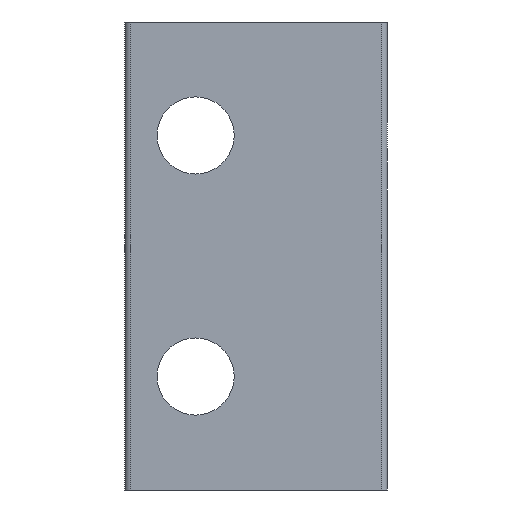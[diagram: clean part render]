
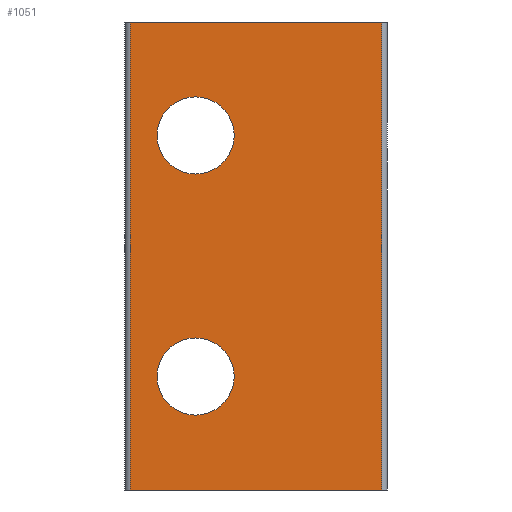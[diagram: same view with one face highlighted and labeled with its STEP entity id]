
A CAD part, front view. The second image highlights one B-rep face of the part: STEP entity #1051.
In plain terms, the highlighted planar face has unit normal (0, -1, 0).
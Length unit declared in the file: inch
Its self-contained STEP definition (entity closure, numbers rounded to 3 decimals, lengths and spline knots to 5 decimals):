
#80=FACE_BOUND('',#315,.T.);
#81=FACE_BOUND('',#316,.T.);
#214=FACE_OUTER_BOUND('',#314,.T.);
#314=EDGE_LOOP('',(#902,#903,#904,#905));
#315=EDGE_LOOP('',(#906));
#316=EDGE_LOOP('',(#907));
#364=CIRCLE('',#1129,0.17);
#375=CIRCLE('',#1151,0.17);
#416=LINE('',#2116,#460);
#423=LINE('',#2137,#467);
#428=LINE('',#2150,#472);
#429=LINE('',#2153,#473);
#460=VECTOR('',#1405,0.3937);
#467=VECTOR('',#1426,0.3937);
#472=VECTOR('',#1439,0.3937);
#473=VECTOR('',#1444,0.3937);
#526=VERTEX_POINT('',#1867);
#539=VERTEX_POINT('',#1988);
#555=VERTEX_POINT('',#2113);
#556=VERTEX_POINT('',#2115);
#563=VERTEX_POINT('',#2135);
#567=VERTEX_POINT('',#2149);
#632=EDGE_CURVE('',#526,#526,#364,.T.);
#651=EDGE_CURVE('',#539,#539,#375,.T.);
#672=EDGE_CURVE('',#556,#555,#416,.T.);
#683=EDGE_CURVE('',#563,#555,#423,.T.);
#689=EDGE_CURVE('',#556,#567,#428,.T.);
#691=EDGE_CURVE('',#567,#563,#429,.T.);
#902=ORIENTED_EDGE('',*,*,#683,.F.);
#903=ORIENTED_EDGE('',*,*,#691,.F.);
#904=ORIENTED_EDGE('',*,*,#689,.F.);
#905=ORIENTED_EDGE('',*,*,#672,.T.);
#906=ORIENTED_EDGE('',*,*,#632,.T.);
#907=ORIENTED_EDGE('',*,*,#651,.T.);
#990=PLANE('',#1187);
#1051=ADVANCED_FACE('',(#214,#80,#81),#990,.T.);
#1129=AXIS2_PLACEMENT_3D('',#1868,#1307,#1308);
#1151=AXIS2_PLACEMENT_3D('',#1989,#1354,#1355);
#1187=AXIS2_PLACEMENT_3D('',#2152,#1442,#1443);
#1307=DIRECTION('center_axis',(0.,1.,0.));
#1308=DIRECTION('ref_axis',(-1.,0.,0.));
#1354=DIRECTION('center_axis',(0.,1.,0.));
#1355=DIRECTION('ref_axis',(-1.,0.,0.));
#1405=DIRECTION('',(1.,0.,0.));
#1426=DIRECTION('',(0.,0.,-1.));
#1439=DIRECTION('',(0.,0.,1.));
#1442=DIRECTION('center_axis',(0.,-1.,0.));
#1443=DIRECTION('ref_axis',(0.,0.,-1.));
#1444=DIRECTION('',(1.,0.,0.));
#1867=CARTESIAN_POINT('',(-0.29035,-0.04648,-1.562));
#1868=CARTESIAN_POINT('Origin',(-0.46035,-0.04648,
-1.562));
#1988=CARTESIAN_POINT('',(-0.29035,-0.04648,-0.5));
#1989=CARTESIAN_POINT('Origin',(-0.46035,-0.04648,
-0.5));
#2113=CARTESIAN_POINT('',(0.35865,-0.04648,-2.062));
#2115=CARTESIAN_POINT('',(-0.74735,-0.04648,-2.062));
#2116=CARTESIAN_POINT('',(-0.77235,-0.04648,-2.062));
#2135=CARTESIAN_POINT('',(0.35865,-0.04648,0.));
#2137=CARTESIAN_POINT('',(0.35865,-0.04648,0.));
#2149=CARTESIAN_POINT('',(-0.74735,-0.04648,0.));
#2150=CARTESIAN_POINT('',(-0.74735,-0.04648,0.));
#2152=CARTESIAN_POINT('Origin',(-0.77235,-0.04648,
0.));
#2153=CARTESIAN_POINT('',(-0.77235,-0.04648,0.));
